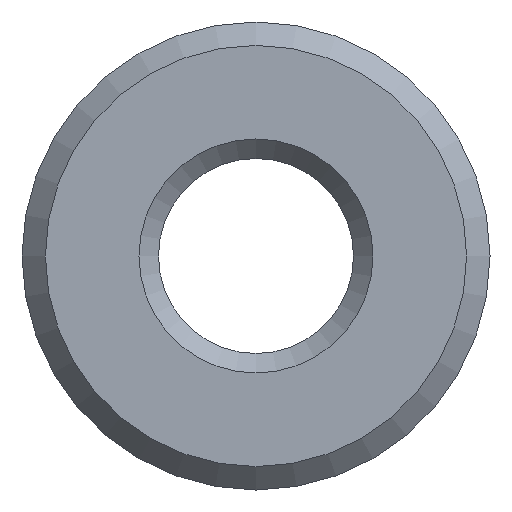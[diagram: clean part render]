
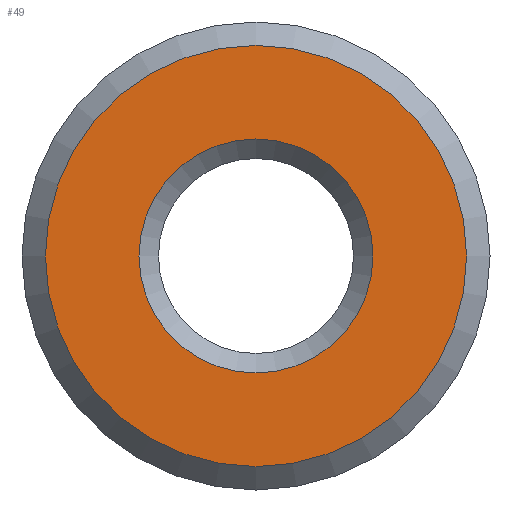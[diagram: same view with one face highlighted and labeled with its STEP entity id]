
A CAD part, front view. The second image highlights one B-rep face of the part: STEP entity #49.
In plain terms, the highlighted planar face has unit normal (0, -1, 0).
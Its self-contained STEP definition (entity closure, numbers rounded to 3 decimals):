
#49=ADVANCED_FACE('',(#60,#61),#57,.T.);
#57=PLANE('',#136);
#60=FACE_BOUND('',#76,.T.);
#61=FACE_BOUND('',#77,.T.);
#76=EDGE_LOOP('',(#92));
#77=EDGE_LOOP('',(#93));
#92=ORIENTED_EDGE('',*,*,#116,.T.);
#93=ORIENTED_EDGE('',*,*,#117,.T.);
#108=VERTEX_POINT('',#188);
#109=VERTEX_POINT('',#190);
#116=EDGE_CURVE('',#108,#108,#124,.T.);
#117=EDGE_CURVE('',#109,#109,#125,.T.);
#124=CIRCLE('',#134,2.7);
#125=CIRCLE('',#135,1.5);
#134=AXIS2_PLACEMENT_3D('',#187,#155,#156);
#135=AXIS2_PLACEMENT_3D('',#189,#157,#158);
#136=AXIS2_PLACEMENT_3D('',#191,#159,#160);
#155=DIRECTION('',(0.,-1.,0.));
#156=DIRECTION('',(0.,0.,-1.));
#157=DIRECTION('',(0.,1.,0.));
#158=DIRECTION('',(0.,0.,-1.));
#159=DIRECTION('',(0.,-1.,0.));
#160=DIRECTION('',(0.,0.,-1.));
#187=CARTESIAN_POINT('',(0.,0.,0.));
#188=CARTESIAN_POINT('',(0.,0.,-2.7));
#189=CARTESIAN_POINT('',(0.,0.,0.));
#190=CARTESIAN_POINT('',(0.,0.,-1.5));
#191=CARTESIAN_POINT('',(0.,0.,0.));
